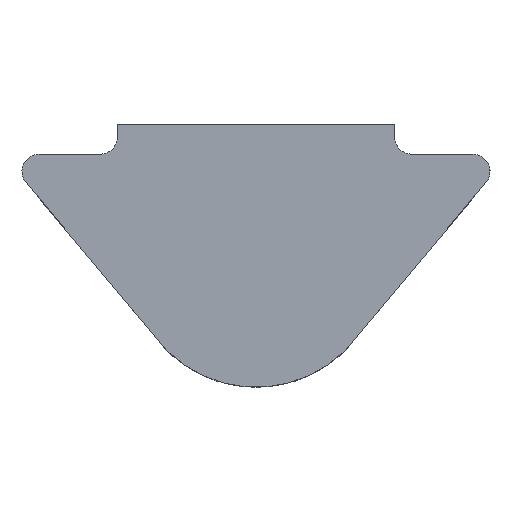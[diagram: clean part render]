
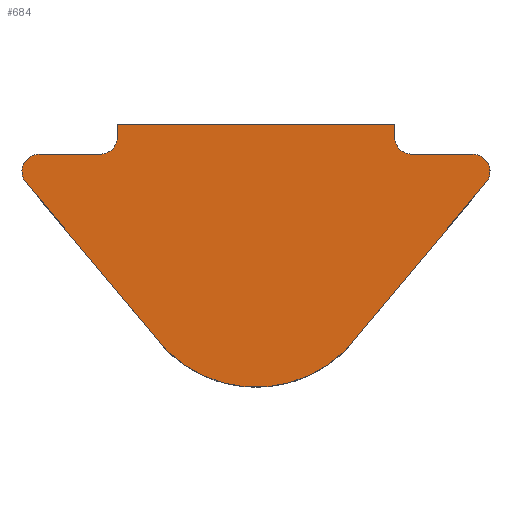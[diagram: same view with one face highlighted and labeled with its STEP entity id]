
A CAD part, left-side view. The second image highlights one B-rep face of the part: STEP entity #684.
In plain terms, the highlighted planar face has unit normal (-1, 0, 0).
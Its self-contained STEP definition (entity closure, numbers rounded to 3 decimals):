
#257=CARTESIAN_POINT('',(29.677,81.984,142.143));
#258=VERTEX_POINT('',#257);
#265=CARTESIAN_POINT('',(29.677,86.012,146.946));
#266=VERTEX_POINT('',#265);
#267=CARTESIAN_POINT('',(29.677,81.984,142.143));
#268=DIRECTION('',(0.0,0.643,0.766));
#269=VECTOR('',#268,6.268);
#270=LINE('',#267,#269);
#271=EDGE_CURVE('',#258,#266,#270,.T.);
#305=CARTESIAN_POINT('',(29.677,76.834,142.143));
#306=VERTEX_POINT('',#305);
#313=CARTESIAN_POINT('',(29.677,79.409,144.73));
#314=DIRECTION('',(1.0,0.0,0.0));
#315=DIRECTION('',(0.0,0.0,-1.0));
#316=AXIS2_PLACEMENT_3D('',#313,#314,#315);
#317=CIRCLE('',#316,3.65);
#318=EDGE_CURVE('',#306,#258,#317,.T.);
#346=CARTESIAN_POINT('',(29.677,72.806,146.946));
#347=VERTEX_POINT('',#346);
#354=CARTESIAN_POINT('',(29.677,72.806,146.946));
#355=DIRECTION('',(0.0,0.643,-0.766));
#356=VECTOR('',#355,6.268);
#357=LINE('',#354,#356);
#358=EDGE_CURVE('',#347,#306,#357,.T.);
#388=CARTESIAN_POINT('',(29.677,75.409,148.65));
#389=VERTEX_POINT('',#388);
#390=CARTESIAN_POINT('',(29.677,75.409,148.3));
#391=VERTEX_POINT('',#390);
#392=CARTESIAN_POINT('',(29.677,75.409,148.65));
#393=DIRECTION('',(0.0,0.0,-1.0));
#394=VECTOR('',#393,0.35);
#395=LINE('',#392,#394);
#396=EDGE_CURVE('',#389,#391,#395,.T.);
#428=CARTESIAN_POINT('',(29.677,74.909,147.8));
#429=VERTEX_POINT('',#428);
#430=CARTESIAN_POINT('',(29.677,74.909,148.3));
#431=DIRECTION('',(-1.,0.,0.));
#432=DIRECTION('',(0.,0.707,-0.707));
#433=AXIS2_PLACEMENT_3D('',#430,#431,#432);
#434=CIRCLE('',#433,0.5);
#435=EDGE_CURVE('',#391,#429,#434,.T.);
#461=CARTESIAN_POINT('',(29.677,73.159,147.8));
#462=VERTEX_POINT('',#461);
#463=CARTESIAN_POINT('',(29.677,74.909,147.8));
#464=DIRECTION('',(0.0,-1.0,0.0));
#465=VECTOR('',#464,1.75);
#466=LINE('',#463,#465);
#467=EDGE_CURVE('',#429,#462,#466,.T.);
#492=CARTESIAN_POINT('',(29.677,73.159,147.3));
#493=DIRECTION('',(1.0,0.,0.));
#494=DIRECTION('',(0.,-0.924,0.382));
#495=AXIS2_PLACEMENT_3D('',#492,#493,#494);
#496=CIRCLE('',#495,0.5);
#497=EDGE_CURVE('',#462,#347,#496,.T.);
#516=CARTESIAN_POINT('',(29.677,85.659,147.8));
#517=VERTEX_POINT('',#516);
#518=CARTESIAN_POINT('',(29.677,85.659,147.3));
#519=DIRECTION('',(1.,0.,0.));
#520=DIRECTION('',(0.,0.924,0.382));
#521=AXIS2_PLACEMENT_3D('',#518,#519,#520);
#522=CIRCLE('',#521,0.5);
#523=EDGE_CURVE('',#266,#517,#522,.T.);
#549=CARTESIAN_POINT('',(29.677,83.909,147.8));
#550=VERTEX_POINT('',#549);
#551=CARTESIAN_POINT('',(29.677,85.659,147.8));
#552=DIRECTION('',(0.0,-1.0,0.0));
#553=VECTOR('',#552,1.75);
#554=LINE('',#551,#553);
#555=EDGE_CURVE('',#517,#550,#554,.T.);
#580=CARTESIAN_POINT('',(29.677,83.409,148.3));
#581=VERTEX_POINT('',#580);
#582=CARTESIAN_POINT('',(29.677,83.909,148.3));
#583=DIRECTION('',(-1.,0.,0.));
#584=DIRECTION('',(0.,-0.707,-0.707));
#585=AXIS2_PLACEMENT_3D('',#582,#583,#584);
#586=CIRCLE('',#585,0.5);
#587=EDGE_CURVE('',#550,#581,#586,.T.);
#613=CARTESIAN_POINT('',(29.677,83.409,148.65));
#614=VERTEX_POINT('',#613);
#615=CARTESIAN_POINT('',(29.677,83.409,148.3));
#616=DIRECTION('',(0.0,0.0,1.0));
#617=VECTOR('',#616,0.35);
#618=LINE('',#615,#617);
#619=EDGE_CURVE('',#581,#614,#618,.T.);
#644=CARTESIAN_POINT('',(29.677,83.409,148.65));
#645=DIRECTION('',(0.0,-1.0,0.0));
#646=VECTOR('',#645,8.0);
#647=LINE('',#644,#646);
#648=EDGE_CURVE('',#614,#389,#647,.T.);
#665=CARTESIAN_POINT('',(29.677,79.409,145.763));
#666=DIRECTION('',(1.0,0.0,0.0));
#667=DIRECTION('',(0.0,0.0,1.0));
#668=AXIS2_PLACEMENT_3D('',#665,#666,#667);
#669=PLANE('',#668);
#670=ORIENTED_EDGE('',*,*,#396,.F.);
#671=ORIENTED_EDGE('',*,*,#648,.F.);
#672=ORIENTED_EDGE('',*,*,#619,.F.);
#673=ORIENTED_EDGE('',*,*,#587,.F.);
#674=ORIENTED_EDGE('',*,*,#555,.F.);
#675=ORIENTED_EDGE('',*,*,#523,.F.);
#676=ORIENTED_EDGE('',*,*,#271,.F.);
#677=ORIENTED_EDGE('',*,*,#318,.F.);
#678=ORIENTED_EDGE('',*,*,#358,.F.);
#679=ORIENTED_EDGE('',*,*,#497,.F.);
#680=ORIENTED_EDGE('',*,*,#467,.F.);
#681=ORIENTED_EDGE('',*,*,#435,.F.);
#682=EDGE_LOOP('',(#670,#671,#672,#673,#674,#675,#676,#677,#678,#679,#680,#681));
#683=FACE_OUTER_BOUND('',#682,.T.);
#684=ADVANCED_FACE('',(#683),#669,.F.);
